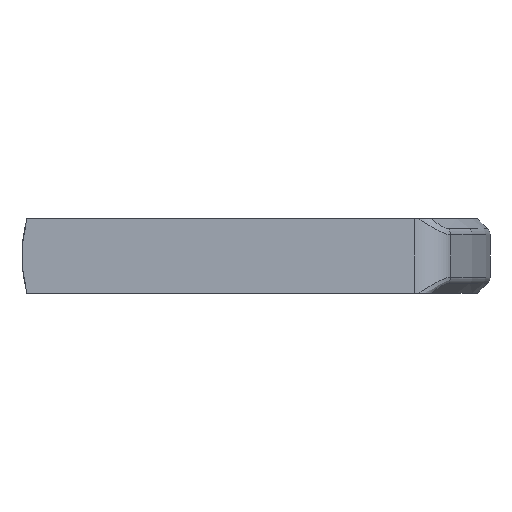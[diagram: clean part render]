
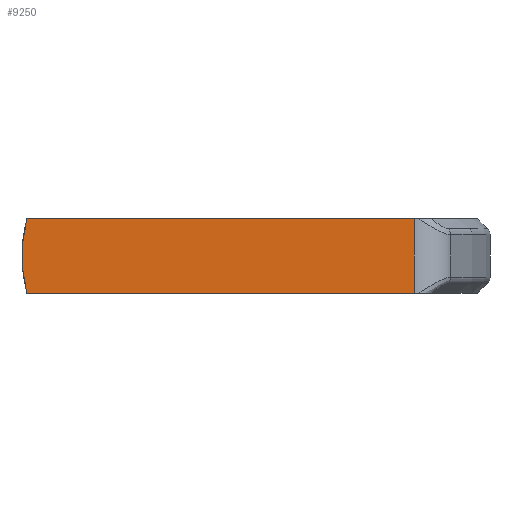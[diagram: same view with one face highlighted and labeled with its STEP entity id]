
A CAD part, left-side view. The second image highlights one B-rep face of the part: STEP entity #9250.
In plain terms, the highlighted planar face has unit normal (-1, 0, 0).
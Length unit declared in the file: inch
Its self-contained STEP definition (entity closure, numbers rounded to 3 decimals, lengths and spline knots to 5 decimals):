
#495=PLANE('',#9746);
#932=FACE_OUTER_BOUND('',#1403,.T.);
#1403=EDGE_LOOP('',(#8506,#8507,#8508,#8509));
#1501=CIRCLE('',#9745,1.45168);
#1589=LINE('',#12339,#2781);
#2678=LINE('',#14596,#3870);
#2691=LINE('',#14691,#3883);
#2781=VECTOR('',#9972,3.90581);
#3870=VECTOR('',#11819,3.90581);
#3883=VECTOR('',#11848,0.75);
#3991=VERTEX_POINT('',#12336);
#3992=VERTEX_POINT('',#12338);
#4730=VERTEX_POINT('',#14593);
#4731=VERTEX_POINT('',#14595);
#4898=EDGE_CURVE('',#3992,#3991,#1589,.T.);
#6001=EDGE_CURVE('',#4730,#4731,#2678,.T.);
#6026=EDGE_CURVE('',#3991,#4731,#1501,.T.);
#6028=EDGE_CURVE('',#4730,#3992,#2691,.T.);
#8506=ORIENTED_EDGE('',*,*,#6026,.T.);
#8507=ORIENTED_EDGE('',*,*,#6001,.F.);
#8508=ORIENTED_EDGE('',*,*,#6028,.T.);
#8509=ORIENTED_EDGE('',*,*,#4898,.T.);
#9250=ADVANCED_FACE('',(#932),#495,.F.);
#9745=AXIS2_PLACEMENT_3D('',#14685,#11844,#11845);
#9746=AXIS2_PLACEMENT_3D('',#14690,#11846,#11847);
#9972=DIRECTION('',(0.,1.,0.));
#11819=DIRECTION('',(0.,1.,0.));
#11844=DIRECTION('center_axis',(-1.,0.,0.));
#11845=DIRECTION('ref_axis',(0.,1.,0.));
#11846=DIRECTION('center_axis',(1.,0.,0.));
#11847=DIRECTION('ref_axis',(0.,-1.,0.));
#11848=DIRECTION('',(0.,0.,1.));
#12336=CARTESIAN_POINT('',(0.,0.,0.75));
#12338=CARTESIAN_POINT('',(0.,-3.90581,0.75));
#12339=CARTESIAN_POINT('',(0.,-1.52738,0.75));
#14593=CARTESIAN_POINT('',(0.,-3.90581,0.));
#14595=CARTESIAN_POINT('',(0.,0.,0.));
#14596=CARTESIAN_POINT('',(0.,-0.07573,0.));
#14685=CARTESIAN_POINT('Origin',(0.,-1.4024,
0.375));
#14690=CARTESIAN_POINT('Origin',(0.,-0.07573,
0.75));
#14691=CARTESIAN_POINT('',(0.,-3.90581,0.));
